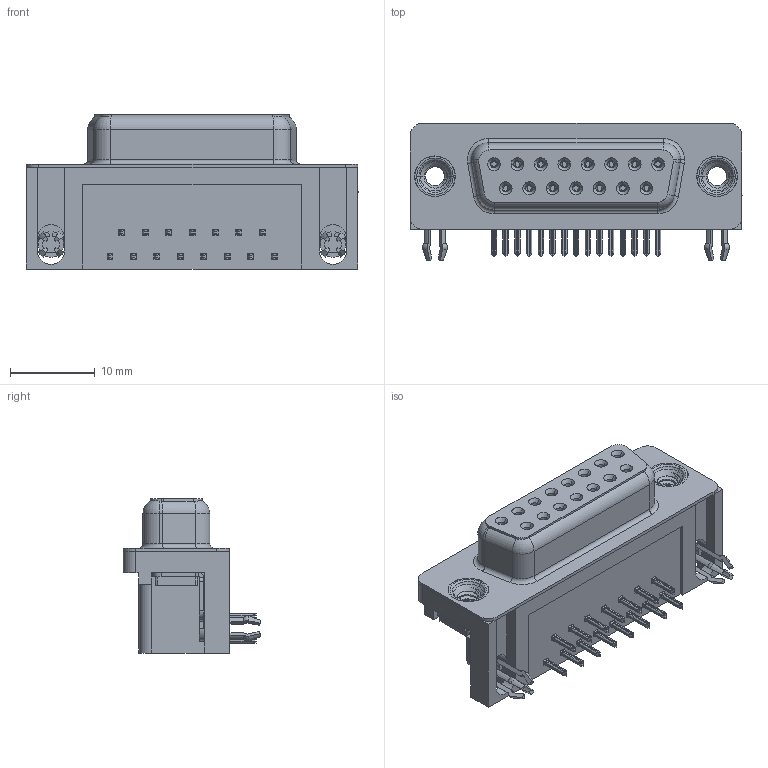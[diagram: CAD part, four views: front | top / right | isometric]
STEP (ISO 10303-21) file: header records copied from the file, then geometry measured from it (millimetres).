
FILE_DESCRIPTION (( 'STEP AP203' ), '1' );
FILE_NAME ('622-015-260-042.STEP', '2019-11-19T22:15:23', ( '' ), ( '' ), 'SwSTEP 2.0', 'SolidWorks 2016', '' );
FILE_SCHEMA (( 'CONFIG_CONTROL_DESIGN' ));
Length unit declared in the file: millimetre
Products named in the file (7): 622 Shell_15 Socket; 622 Contact Top; 622 4 Prong Board Lock; 622-015-260-042; 622 4-40 Threaded Rivet; 622 Housing_15 Socket; 622 Socket Bottom
Assembly tree (21 placements, depth 2):
  622-015-260-042
    622 Housing_15 Socket
    622 Shell_15 Socket
    622 Socket Bottom  x7
    622 Contact Top  x8
    622 4 Prong Board Lock  x2
    622 4-40 Threaded Rivet  x2
Bounding box: 39.22 x 16.25 x 18.2 mm (x, y, z)
Volume: 5198.6 mm3; surface area: 6790.5 mm2
Topology: 21 solids, 21 shells, 2547 faces, 6726 edges, 4236 vertices
Faces by surface type: plane 1116, cylinder 611, bspline 518, cone 232, torus 70
Entity records: 28582 total; most frequent: CARTESIAN_POINT 9377, ORIENTED_EDGE 3894, DIRECTION 3547, EDGE_CURVE 1947, VERTEX_POINT 1244, AXIS2_PLACEMENT_3D 1185, VECTOR 1177, LINE 1177
